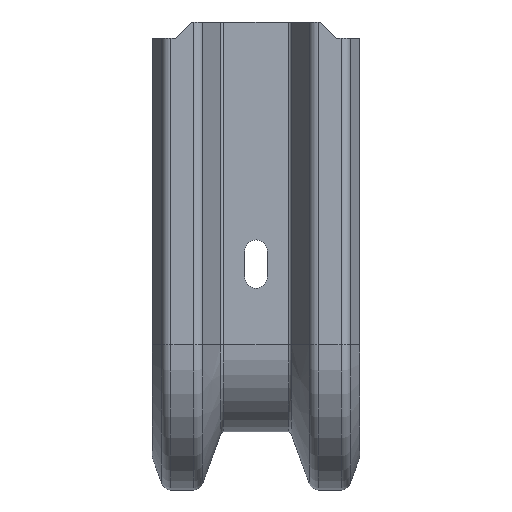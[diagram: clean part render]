
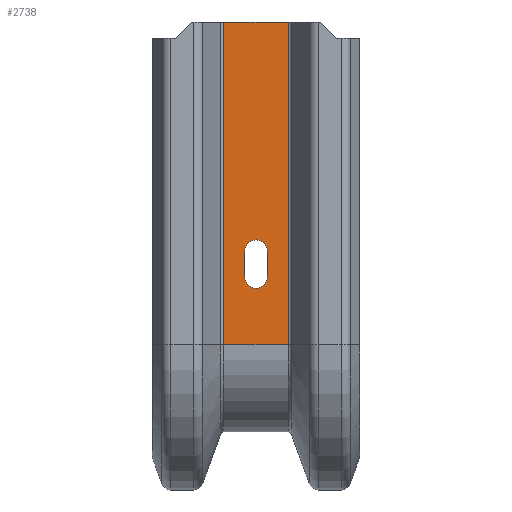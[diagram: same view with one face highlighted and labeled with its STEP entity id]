
A CAD part, front view. The second image highlights one B-rep face of the part: STEP entity #2738.
In plain terms, the highlighted planar face has unit normal (0, -1, 0).
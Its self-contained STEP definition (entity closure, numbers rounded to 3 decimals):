
#663=DIRECTION('',(1.,0.,0.));
#664=VECTOR('',#663,20.);
#665=CARTESIAN_POINT('',(-10.,18.,145.));
#666=LINE('',#665,#664);
#957=DIRECTION('',(0.,0.,1.));
#958=VECTOR('',#957,100.);
#959=CARTESIAN_POINT('',(10.,18.,45.));
#960=LINE('',#959,#958);
#961=DIRECTION('',(1.,0.,0.));
#962=VECTOR('',#961,20.);
#963=CARTESIAN_POINT('',(-10.,18.,45.));
#964=LINE('',#963,#962);
#965=DIRECTION('',(0.,0.,1.));
#966=VECTOR('',#965,100.);
#967=CARTESIAN_POINT('',(-10.,18.,45.));
#968=LINE('',#967,#966);
#969=CARTESIAN_POINT('',(0.,18.,66.));
#970=DIRECTION('',(0.,1.,0.));
#971=DIRECTION('',(1.,0.,0.));
#972=AXIS2_PLACEMENT_3D('',#969,#970,#971);
#974=DIRECTION('',(0.,0.,-1.));
#975=VECTOR('',#974,8.);
#976=CARTESIAN_POINT('',(3.5,18.,74.));
#977=LINE('',#976,#975);
#978=CARTESIAN_POINT('',(0.,18.,74.));
#979=DIRECTION('',(0.,1.,0.));
#980=DIRECTION('',(-1.,0.,0.));
#981=AXIS2_PLACEMENT_3D('',#978,#979,#980);
#983=DIRECTION('',(0.,0.,1.));
#984=VECTOR('',#983,8.);
#985=CARTESIAN_POINT('',(-3.5,18.,66.));
#986=LINE('',#985,#984);
#1161=CARTESIAN_POINT('',(-10.,18.,45.));
#1162=VERTEX_POINT('',#1161);
#1163=CARTESIAN_POINT('',(10.,18.,45.));
#1164=VERTEX_POINT('',#1163);
#1211=CARTESIAN_POINT('',(-10.,18.,145.));
#1212=VERTEX_POINT('',#1211);
#1213=CARTESIAN_POINT('',(10.,18.,145.));
#1214=VERTEX_POINT('',#1213);
#1333=CARTESIAN_POINT('',(3.5,18.,66.));
#1334=CARTESIAN_POINT('',(-3.5,18.,66.));
#1335=VERTEX_POINT('',#1333);
#1336=VERTEX_POINT('',#1334);
#1337=CARTESIAN_POINT('',(-3.5,18.,74.));
#1338=VERTEX_POINT('',#1337);
#1339=CARTESIAN_POINT('',(3.5,18.,74.));
#1340=VERTEX_POINT('',#1339);
#2716=CARTESIAN_POINT('',(-10.,18.,45.));
#2717=DIRECTION('',(0.,-1.,0.));
#2718=DIRECTION('',(1.,0.,0.));
#2719=AXIS2_PLACEMENT_3D('',#2716,#2717,#2718);
#2720=PLANE('',#2719);
#2721=ORIENTED_EDGE('',*,*,#2073,.F.);
#2723=ORIENTED_EDGE('',*,*,#2722,.T.);
#2724=ORIENTED_EDGE('',*,*,#2333,.T.);
#2725=ORIENTED_EDGE('',*,*,#2709,.F.);
#2726=EDGE_LOOP('',(#2721,#2723,#2724,#2725));
#2727=FACE_OUTER_BOUND('',#2726,.F.);
#2729=ORIENTED_EDGE('',*,*,#2728,.F.);
#2731=ORIENTED_EDGE('',*,*,#2730,.F.);
#2733=ORIENTED_EDGE('',*,*,#2732,.F.);
#2735=ORIENTED_EDGE('',*,*,#2734,.F.);
#2736=EDGE_LOOP('',(#2729,#2731,#2733,#2735));
#2737=FACE_BOUND('',#2736,.F.);
#2738=ADVANCED_FACE('',(#2727,#2737),#2720,.T.);
#973=CIRCLE('',#972,3.5);
#982=CIRCLE('',#981,3.5);
#2073=EDGE_CURVE('',#1162,#1164,#964,.T.);
#2333=EDGE_CURVE('',#1212,#1214,#666,.T.);
#2709=EDGE_CURVE('',#1164,#1214,#960,.T.);
#2722=EDGE_CURVE('',#1162,#1212,#968,.T.);
#2728=EDGE_CURVE('',#1335,#1336,#973,.T.);
#2730=EDGE_CURVE('',#1340,#1335,#977,.T.);
#2732=EDGE_CURVE('',#1338,#1340,#982,.T.);
#2734=EDGE_CURVE('',#1336,#1338,#986,.T.);
